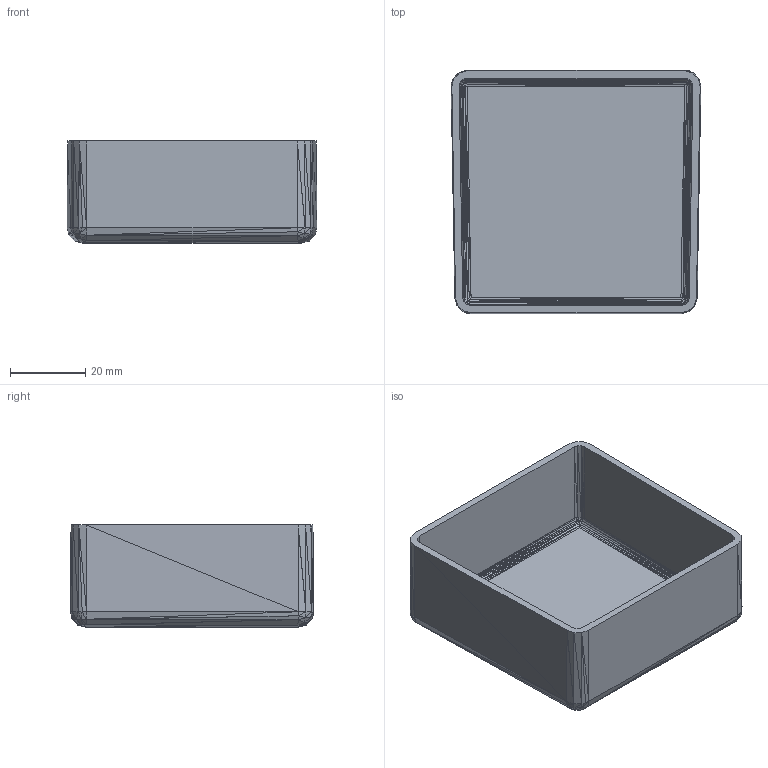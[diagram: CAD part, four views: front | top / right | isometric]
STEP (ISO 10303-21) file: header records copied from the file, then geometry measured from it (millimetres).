
FILE_DESCRIPTION(('FreeCAD Model'),'2;1');
FILE_NAME('Open CASCADE Shape Model','2022-12-06T13:39:27',('Author'),( ''),'Open CASCADE STEP processor 7.6','FreeCAD','Unknown');
FILE_SCHEMA(('AUTOMOTIVE_DESIGN { 1 0 10303 214 1 1 1 1 }'));
Length unit declared in the file: millimetre
Products named in the file (1): DS_060_311G0___________________________________________________________
_______60_____end_cap001001 (Solid)
Bounding box: 66.42 x 64.72 x 27.14 mm (x, y, z)
Volume: 20801.6 mm3; surface area: 20524.1 mm2
Topology: 1 solids, 1 shells, 387 faces, 607 edges, 223 vertices
Faces by surface type: plane 387
Entity records: 15714 total; most frequent: DIRECTION 2597, CARTESIAN_POINT 2432, LINE 1821, VECTOR 1821, ORIENTED_EDGE 1214, PCURVE 1214, DEFINITIONAL_REPRESENTATION 1214, EDGE_CURVE 607
